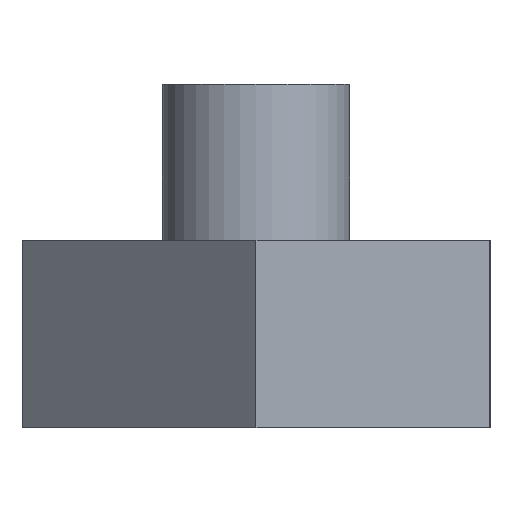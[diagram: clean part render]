
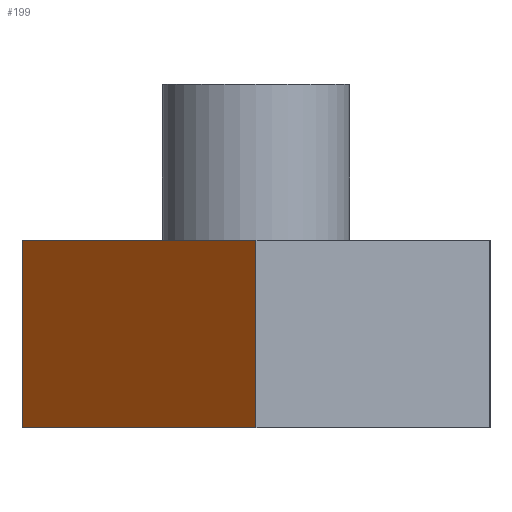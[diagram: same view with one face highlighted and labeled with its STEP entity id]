
A CAD part, left-side view. The second image highlights one B-rep face of the part: STEP entity #199.
In plain terms, the highlighted planar face has unit normal (-0.707, 0.707, 0).
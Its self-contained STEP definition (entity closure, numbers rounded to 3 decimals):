
#19=PLANE('',#236);
#30=FACE_OUTER_BOUND('',#41,.T.);
#41=EDGE_LOOP('',(#154,#155,#156,#157));
#54=LINE('',#321,#74);
#55=LINE('',#323,#75);
#56=LINE('',#325,#76);
#57=LINE('',#326,#77);
#74=VECTOR('',#268,10.);
#75=VECTOR('',#269,10.);
#76=VECTOR('',#270,10.);
#77=VECTOR('',#271,10.);
#104=VERTEX_POINT('',#319);
#105=VERTEX_POINT('',#320);
#106=VERTEX_POINT('',#322);
#107=VERTEX_POINT('',#324);
#124=EDGE_CURVE('',#104,#105,#54,.T.);
#125=EDGE_CURVE('',#105,#106,#55,.T.);
#126=EDGE_CURVE('',#107,#106,#56,.T.);
#127=EDGE_CURVE('',#104,#107,#57,.T.);
#154=ORIENTED_EDGE('',*,*,#124,.T.);
#155=ORIENTED_EDGE('',*,*,#125,.T.);
#156=ORIENTED_EDGE('',*,*,#126,.F.);
#157=ORIENTED_EDGE('',*,*,#127,.F.);
#199=ADVANCED_FACE('',(#30),#19,.T.);
#236=AXIS2_PLACEMENT_3D('',#318,#266,#267);
#266=DIRECTION('center_axis',(-0.707,0.707,0.));
#267=DIRECTION('ref_axis',(-0.707,-0.707,0.));
#268=DIRECTION('',(-0.707,-0.707,0.));
#269=DIRECTION('',(0.,0.,1.));
#270=DIRECTION('',(-0.707,-0.707,0.));
#271=DIRECTION('',(0.,0.,1.));
#318=CARTESIAN_POINT('Origin',(0.,15.,0.));
#319=CARTESIAN_POINT('',(0.,15.,0.));
#320=CARTESIAN_POINT('',(-15.,0.,0.));
#321=CARTESIAN_POINT('',(0.,15.,0.));
#322=CARTESIAN_POINT('',(-15.,0.,12.));
#323=CARTESIAN_POINT('',(-15.,0.,0.));
#324=CARTESIAN_POINT('',(0.,15.,12.));
#325=CARTESIAN_POINT('',(0.,15.,12.));
#326=CARTESIAN_POINT('',(0.,15.,0.));
